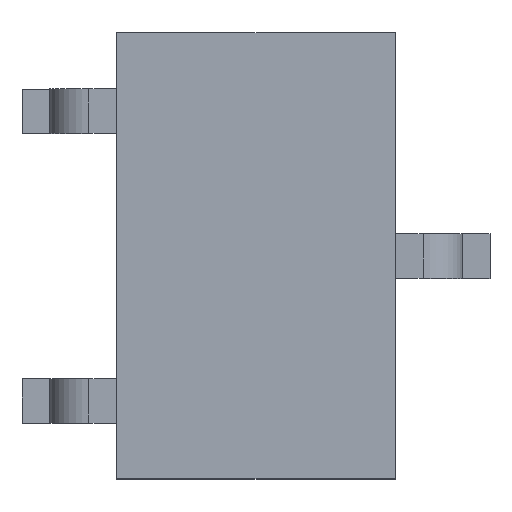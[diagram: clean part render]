
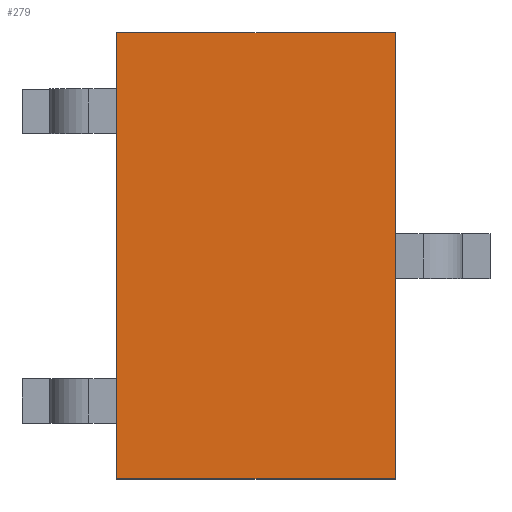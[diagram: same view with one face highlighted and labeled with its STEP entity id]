
A CAD part, top view. The second image highlights one B-rep face of the part: STEP entity #279.
In plain terms, the highlighted planar face has unit normal (0, 0, 1).
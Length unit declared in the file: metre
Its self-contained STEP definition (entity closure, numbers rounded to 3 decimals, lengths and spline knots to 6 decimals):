
#279 = ADVANCED_FACE( '', ( #658 ), #659, .T. );
#289 = EDGE_CURVE( '', #671, #555, #672, .T. );
#323 = EDGE_CURVE( '', #547, #671, #718, .T. );
#327 = EDGE_CURVE( '', #644, #555, #723, .T. );
#409 = EDGE_CURVE( '', #547, #644, #825, .T. );
#547 = VERTEX_POINT( '', #986 );
#555 = VERTEX_POINT( '', #998 );
#644 = VERTEX_POINT( '', #1126 );
#658 = FACE_OUTER_BOUND( '', #1145, .T. );
#659 = PLANE( '', #1146 );
#671 = VERTEX_POINT( '', #1163 );
#672 = LINE( '', #1164, #1165 );
#718 = LINE( '', #1232, #1233 );
#723 = LINE( '', #1239, #1240 );
#825 = LINE( '', #1399, #1400 );
#986 = CARTESIAN_POINT( '', ( -0.000625, -0.001, 0.0012 ) );
#998 = CARTESIAN_POINT( '', ( 0.000625, 0.001, 0.0012 ) );
#1126 = CARTESIAN_POINT( '', ( -0.000625, 0.001, 0.0012 ) );
#1145 = EDGE_LOOP( '', ( #1665, #1666, #1667, #1668 ) );
#1146 = AXIS2_PLACEMENT_3D( '', #1669, #1670, #1671 );
#1163 = CARTESIAN_POINT( '', ( 0.000625, -0.001, 0.0012 ) );
#1164 = CARTESIAN_POINT( '', ( 0.000625, -0.001, 0.0012 ) );
#1165 = VECTOR( '', #1690, 1. );
#1232 = CARTESIAN_POINT( '', ( -0.000625, -0.001, 0.0012 ) );
#1233 = VECTOR( '', #1752, 1. );
#1239 = CARTESIAN_POINT( '', ( -0.000625, 0.001, 0.0012 ) );
#1240 = VECTOR( '', #1761, 1. );
#1399 = CARTESIAN_POINT( '', ( -0.000625, -0.001, 0.0012 ) );
#1400 = VECTOR( '', #1892, 1. );
#1665 = ORIENTED_EDGE( '', *, *, #409, .F. );
#1666 = ORIENTED_EDGE( '', *, *, #323, .T. );
#1667 = ORIENTED_EDGE( '', *, *, #289, .T. );
#1668 = ORIENTED_EDGE( '', *, *, #327, .F. );
#1669 = CARTESIAN_POINT( '', ( -0.000625, -0.001, 0.0012 ) );
#1670 = DIRECTION( '', ( 0., 0., 1. ) );
#1671 = DIRECTION( '', ( 1., 0., 0. ) );
#1690 = DIRECTION( '', ( 0., 1., 0. ) );
#1752 = DIRECTION( '', ( 1., 0., 0. ) );
#1761 = DIRECTION( '', ( 1., 0., 0. ) );
#1892 = DIRECTION( '', ( 0., 1., 0. ) );
